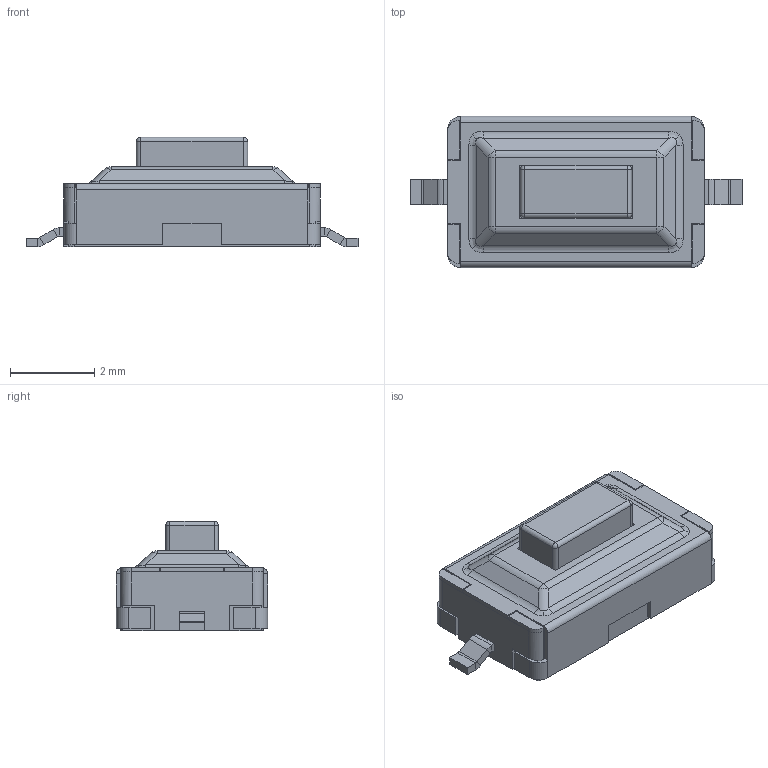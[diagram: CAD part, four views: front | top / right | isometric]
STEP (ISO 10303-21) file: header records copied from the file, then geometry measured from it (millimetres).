
FILE_DESCRIPTION (( 'STEP AP214' ), '1' );
FILE_NAME ('KEY-SMD_2P-L6.0-W3.6-H2.5-LS8.0.step', '2022-07-02T14:53:55', ( '' ), ( '' ), 'SwSTEP 2.0', 'SolidWorks 2020', '' );
FILE_SCHEMA (( 'AUTOMOTIVE_DESIGN' ));
Length unit declared in the file: millimetre
Products named in the file (1): KEY-SMD_2P-L6.0-W3.6-H2.5-LS8.0
Bounding box: 7.9 x 3.6 x 2.6 mm (x, y, z)
Volume: 39 mm3; surface area: 161 mm2
Topology: 7 solids, 7 shells, 501 faces, 1263 edges, 802 vertices
Faces by surface type: plane 325, bspline 120, cylinder 48, sphere 8
Entity records: 20957 total; most frequent: CARTESIAN_POINT 4803, ORIENTED_EDGE 2518, DIRECTION 1879, EDGE_CURVE 1259, LINE 915, VECTOR 915, VERTEX_POINT 802, EDGE_LOOP 531
